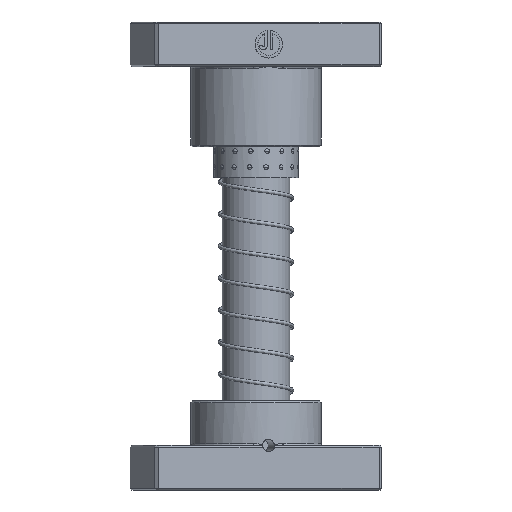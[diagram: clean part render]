
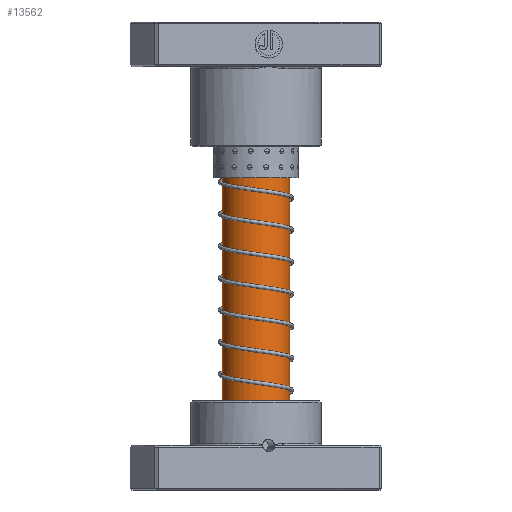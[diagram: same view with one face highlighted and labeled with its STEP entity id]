
A CAD part, front view. The second image highlights one B-rep face of the part: STEP entity #13562.
In plain terms, the highlighted cylindrical face has radius 19 mm (diameter 38 mm), a partial arc.
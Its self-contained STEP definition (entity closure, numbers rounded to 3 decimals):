
#447 = AXIS2_PLACEMENT_3D ( 'NONE', #7732, #31711, #11191 ) ;
#515 = VERTEX_POINT ( 'NONE', #16358 ) ;
#1314 = CARTESIAN_POINT ( 'NONE',  ( 0., 0., 216. ) ) ;
#1786 = DIRECTION ( 'NONE',  ( 0., 0., -1. ) ) ;
#2896 = VERTEX_POINT ( 'NONE', #12662 ) ;
#3588 = ORIENTED_EDGE ( 'NONE', *, *, #24511, .F. ) ;
#4742 = DIRECTION ( 'NONE',  ( 1., 0., 0. ) ) ;
#6853 = LINE ( 'NONE', #27380, #42226 ) ;
#6859 = DIRECTION ( 'NONE',  ( 0., 0., -1. ) ) ;
#6960 = VERTEX_POINT ( 'NONE', #31926 ) ;
#7235 = ORIENTED_EDGE ( 'NONE', *, *, #7658, .T. ) ;
#7658 = EDGE_CURVE ( 'NONE', #2896, #19705, #29276, .T. ) ;
#7732 = CARTESIAN_POINT ( 'NONE',  ( 0., 0., 29.25 ) ) ;
#11191 = DIRECTION ( 'NONE',  ( -1., 0., 0. ) ) ;
#12662 = CARTESIAN_POINT ( 'NONE',  ( 19., 0., 216. ) ) ;
#13562 = ADVANCED_FACE ( 'NONE', ( #15900 ), #41068, .T. ) ;
#15813 = CARTESIAN_POINT ( 'NONE',  ( 0., 0., 220. ) ) ;
#15900 = FACE_OUTER_BOUND ( 'NONE', #28211, .T. ) ;
#16358 = CARTESIAN_POINT ( 'NONE',  ( 19., 0., 29.25 ) ) ;
#19267 = DIRECTION ( 'NONE',  ( 0., 0., -1. ) ) ;
#19324 = VECTOR ( 'NONE', #1786, 1000. ) ;
#19705 = VERTEX_POINT ( 'NONE', #26805 ) ;
#24310 = EDGE_CURVE ( 'NONE', #19705, #6960, #6853, .T. ) ;
#24511 = EDGE_CURVE ( 'NONE', #515, #6960, #30419, .T. ) ;
#24938 = AXIS2_PLACEMENT_3D ( 'NONE', #15813, #19267, #36368 ) ;
#25250 = ORIENTED_EDGE ( 'NONE', *, *, #42384, .F. ) ;
#25265 = DIRECTION ( 'NONE',  ( 0., 0., -1. ) ) ;
#26012 = CARTESIAN_POINT ( 'NONE',  ( 19., 0., 220. ) ) ;
#26805 = CARTESIAN_POINT ( 'NONE',  ( -19., 0., 216. ) ) ;
#27380 = CARTESIAN_POINT ( 'NONE',  ( -19., 0., 220. ) ) ;
#28211 = EDGE_LOOP ( 'NONE', ( #25250, #7235, #28468, #3588 ) ) ;
#28468 = ORIENTED_EDGE ( 'NONE', *, *, #24310, .T. ) ;
#29276 = CIRCLE ( 'NONE', #34122, 19. ) ;
#30419 = CIRCLE ( 'NONE', #447, 19. ) ;
#31711 = DIRECTION ( 'NONE',  ( 0., 0., -1. ) ) ;
#31926 = CARTESIAN_POINT ( 'NONE',  ( -19., 0., 29.25 ) ) ;
#34122 = AXIS2_PLACEMENT_3D ( 'NONE', #1314, #25265, #4742 ) ;
#36368 = DIRECTION ( 'NONE',  ( -1., 0., 0. ) ) ;
#37567 = LINE ( 'NONE', #26012, #19324 ) ;
#41068 = CYLINDRICAL_SURFACE ( 'NONE', #24938, 19. ) ;
#42226 = VECTOR ( 'NONE', #6859, 1000. ) ;
#42384 = EDGE_CURVE ( 'NONE', #2896, #515, #37567, .T. ) ;
